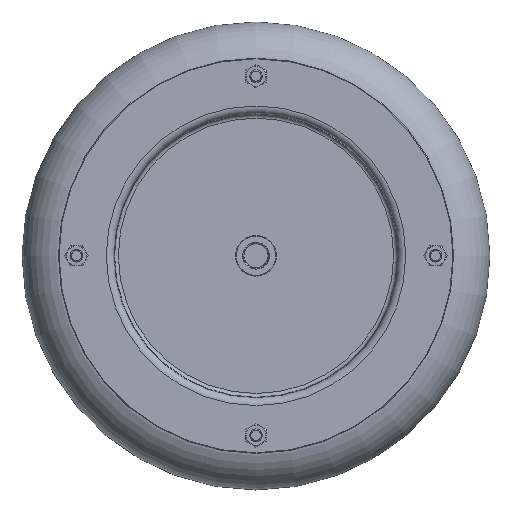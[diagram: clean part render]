
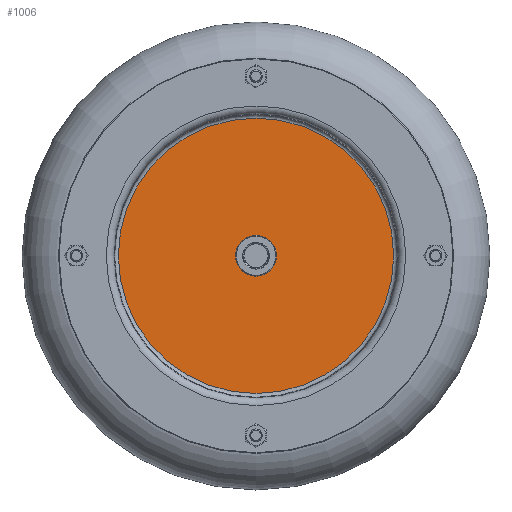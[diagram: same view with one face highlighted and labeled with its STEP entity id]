
A CAD part, top view. The second image highlights one B-rep face of the part: STEP entity #1006.
In plain terms, the highlighted planar face has unit normal (0, 0, 1).
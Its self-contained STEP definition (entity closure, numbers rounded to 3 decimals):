
#862=PLANE('',#4771);
#1006=ADVANCED_FACE('',(#1544,#1545),#862,.T.);
#1544=FACE_BOUND('',#1922,.T.);
#1545=FACE_BOUND('',#1923,.T.);
#1922=EDGE_LOOP('',(#2468));
#1923=EDGE_LOOP('',(#2469));
#2468=ORIENTED_EDGE('',*,*,#3899,.F.);
#2469=ORIENTED_EDGE('',*,*,#3898,.T.);
#3509=VERTEX_POINT('',#6782);
#3510=VERTEX_POINT('',#6785);
#3898=EDGE_CURVE('',#3509,#3509,#4437,.T.);
#3899=EDGE_CURVE('',#3510,#3510,#4438,.T.);
#4437=CIRCLE('',#4768,108.326);
#4438=CIRCLE('',#4770,13.5);
#4768=AXIS2_PLACEMENT_3D('',#6781,#5492,#5493);
#4770=AXIS2_PLACEMENT_3D('',#6784,#5496,#5497);
#4771=AXIS2_PLACEMENT_3D('',#6786,#5498,#5499);
#5492=DIRECTION('',(0.,0.,1.));
#5493=DIRECTION('',(1.,0.,0.));
#5496=DIRECTION('',(0.,0.,1.));
#5497=DIRECTION('',(1.,0.,0.));
#5498=DIRECTION('',(0.,0.,1.));
#5499=DIRECTION('',(1.,0.,0.));
#6781=CARTESIAN_POINT('',(0.,0.,177.8));
#6782=CARTESIAN_POINT('',(108.326,0.,177.8));
#6784=CARTESIAN_POINT('',(0.,0.,177.8));
#6785=CARTESIAN_POINT('',(13.5,0.,177.8));
#6786=CARTESIAN_POINT('',(0.,0.,177.8));
